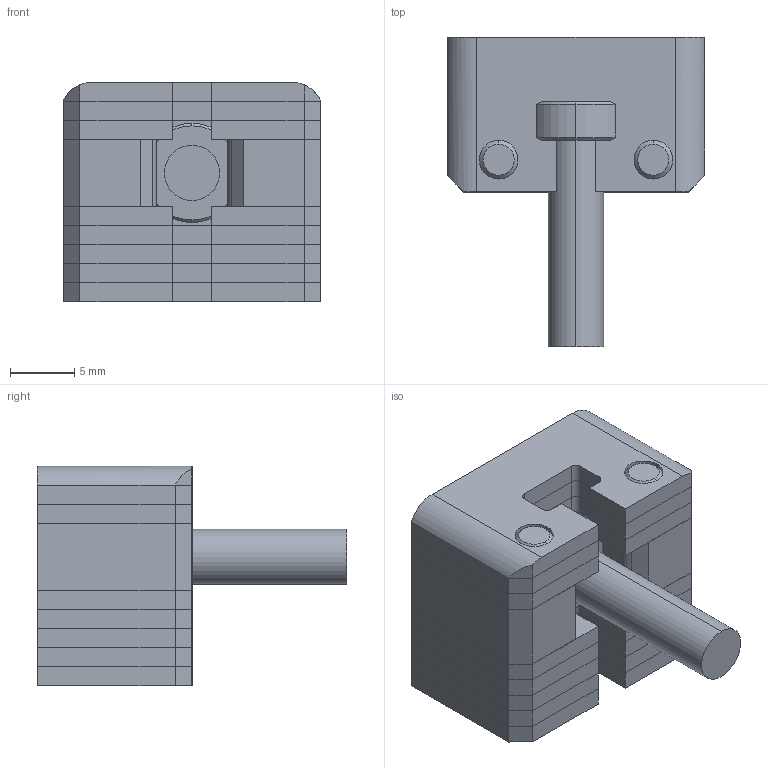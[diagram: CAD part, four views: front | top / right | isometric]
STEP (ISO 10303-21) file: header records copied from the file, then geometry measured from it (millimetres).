
FILE_DESCRIPTION (( 'STEP AP203' ), '1' );
FILE_NAME ('edca.STEP', '2023-01-11T08:49:20', ( '' ), ( '' ), 'SwSTEP 2.0', 'SolidWorks 2019', '' );
FILE_SCHEMA (( 'CONFIG_CONTROL_DESIGN' ));
Length unit declared in the file: millimetre
Products named in the file (6): Lamellar_Gas_Vent_ISGL20C 16b88d16124331ca0f05fa9a1bd95636; edca; Pin_20 16b88d16124331ca0f05fa9a1bd95636; Lamela_Radius 16b88d16124331ca0f05fa9a1bd95636; Bolt 16b88d16124331ca0f05fa9a1bd95636; Lamela 16b88d16124331ca0f05fa9a1bd95636
Assembly tree (11 placements, depth 2):
  edca
    Lamellar_Gas_Vent_ISGL20C 16b88d16124331ca0f05fa9a1bd95636
    Bolt 16b88d16124331ca0f05fa9a1bd95636
    Lamela 16b88d16124331ca0f05fa9a1bd95636  x6
    Lamela_Radius 16b88d16124331ca0f05fa9a1bd95636
    Pin_20 16b88d16124331ca0f05fa9a1bd95636  x2
Bounding box: 20 x 24 x 17.04 mm (x, y, z)
Volume: 3766.5 mm3; surface area: 5857.7 mm2
Topology: 12 solids, 12 shells, 246 faces, 651 edges, 430 vertices
Faces by surface type: plane 149, cylinder 85, cone 12
Entity records: 4475 total; most frequent: DIRECTION 663, CARTESIAN_POINT 647, ORIENTED_EDGE 614, EDGE_CURVE 307, AXIS2_PLACEMENT_3D 226, LINE 211, VECTOR 211, VERTEX_POINT 202
